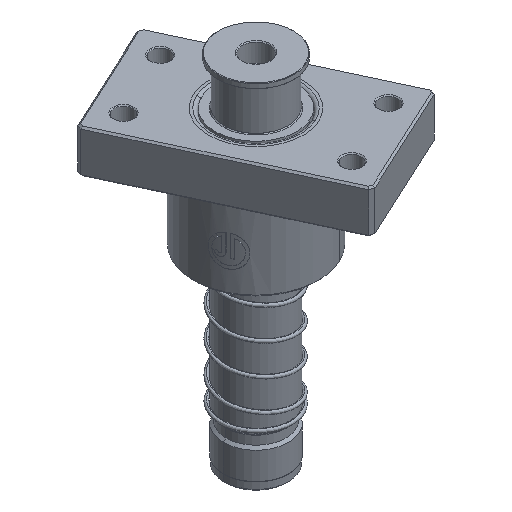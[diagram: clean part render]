
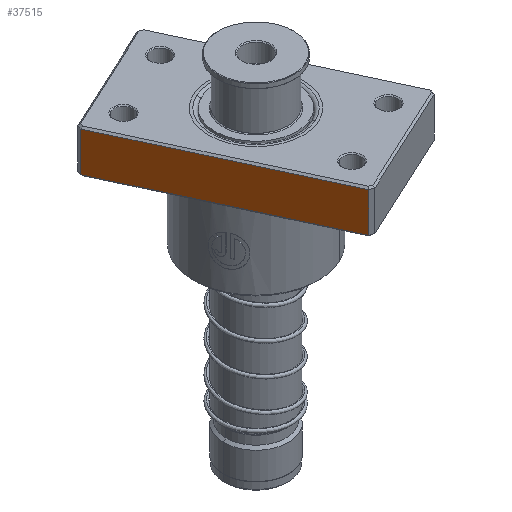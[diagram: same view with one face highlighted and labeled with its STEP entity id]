
A CAD part, isometric view. The second image highlights one B-rep face of the part: STEP entity #37515.
In plain terms, the highlighted face is planar.
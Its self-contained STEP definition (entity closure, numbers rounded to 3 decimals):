
#210 = VECTOR ( 'NONE', #44192, 1000. ) ;
#8483 = LINE ( 'NONE', #19709, #15411 ) ;
#10293 = EDGE_CURVE ( 'NONE', #42508, #11370, #8483, .T. ) ;
#11370 = VERTEX_POINT ( 'NONE', #39357 ) ;
#15411 = VECTOR ( 'NONE', #23421, 1000. ) ;
#15929 = LINE ( 'NONE', #21617, #47766 ) ;
#16228 = FACE_OUTER_BOUND ( 'NONE', #30416, .T. ) ;
#18442 = CARTESIAN_POINT ( 'NONE',  ( 63., 37.5, 24. ) ) ;
#19709 = CARTESIAN_POINT ( 'NONE',  ( -63., 37.5, 25. ) ) ;
#19879 = LINE ( 'NONE', #29994, #210 ) ;
#20164 = VERTEX_POINT ( 'NONE', #39163 ) ;
#21617 = CARTESIAN_POINT ( 'NONE',  ( 63., 37.5, 24. ) ) ;
#23421 = DIRECTION ( 'NONE',  ( 0., 0., -1. ) ) ;
#24340 = DIRECTION ( 'NONE',  ( 0., -1., 0. ) ) ;
#24564 = EDGE_CURVE ( 'NONE', #42508, #39645, #15929, .T. ) ;
#24789 = VECTOR ( 'NONE', #29263, 1000. ) ;
#26369 = AXIS2_PLACEMENT_3D ( 'NONE', #28265, #24340, #32116 ) ;
#27151 = LINE ( 'NONE', #29441, #24789 ) ;
#28265 = CARTESIAN_POINT ( 'NONE',  ( -63., 37.5, 25. ) ) ;
#28629 = DIRECTION ( 'NONE',  ( 1., 0., 0. ) ) ;
#29263 = DIRECTION ( 'NONE',  ( -1., 0., 0. ) ) ;
#29441 = CARTESIAN_POINT ( 'NONE',  ( -63., 37.5, 1. ) ) ;
#29994 = CARTESIAN_POINT ( 'NONE',  ( 63., 37.5, 25. ) ) ;
#30416 = EDGE_LOOP ( 'NONE', ( #37358, #44113, #45028, #46930 ) ) ;
#31393 = EDGE_CURVE ( 'NONE', #39645, #20164, #19879, .T. ) ;
#32116 = DIRECTION ( 'NONE',  ( 0., 0., -1. ) ) ;
#37358 = ORIENTED_EDGE ( 'NONE', *, *, #31393, .T. ) ;
#37515 = ADVANCED_FACE ( 'NONE', ( #16228 ), #46685, .F. ) ;
#39163 = CARTESIAN_POINT ( 'NONE',  ( 63., 37.5, 1. ) ) ;
#39357 = CARTESIAN_POINT ( 'NONE',  ( -63., 37.5, 1. ) ) ;
#39645 = VERTEX_POINT ( 'NONE', #18442 ) ;
#42508 = VERTEX_POINT ( 'NONE', #43460 ) ;
#43460 = CARTESIAN_POINT ( 'NONE',  ( -63., 37.5, 24. ) ) ;
#44113 = ORIENTED_EDGE ( 'NONE', *, *, #46045, .T. ) ;
#44192 = DIRECTION ( 'NONE',  ( 0., 0., -1. ) ) ;
#45028 = ORIENTED_EDGE ( 'NONE', *, *, #10293, .F. ) ;
#46045 = EDGE_CURVE ( 'NONE', #20164, #11370, #27151, .T. ) ;
#46685 = PLANE ( 'NONE',  #26369 ) ;
#46930 = ORIENTED_EDGE ( 'NONE', *, *, #24564, .T. ) ;
#47766 = VECTOR ( 'NONE', #28629, 1000. ) ;
